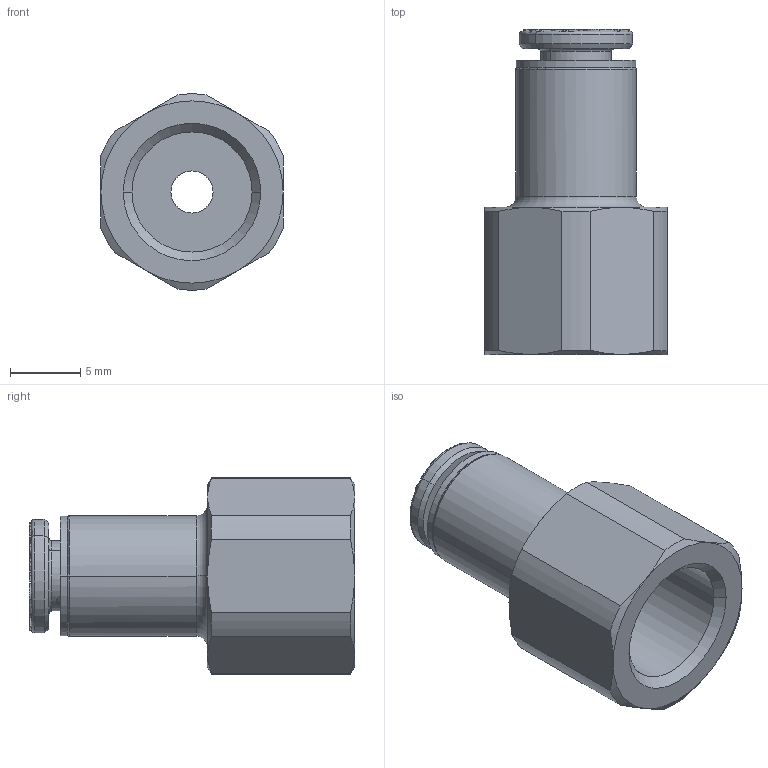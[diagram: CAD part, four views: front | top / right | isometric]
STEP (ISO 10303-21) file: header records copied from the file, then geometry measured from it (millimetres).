
FILE_DESCRIPTION(('STEP AP214'),'1');
FILE_NAME('6814_04_10.stp','2016-07-07T14:43:38',('TraceParts'),('TraceParts S.A.'),'Spatial InterOp 3D',' ',' ');
FILE_SCHEMA(('automotive_design'));
Length unit declared in the file: millimetre
Products named in the file (6): 6814 04 10|44104-62_ASM_1327#44104-62_ASM|44104-35_1323#44104-35;Solide1; 6814 04 10|44104-62_ASM_1327#44104-62_ASM|44104-37_1324#44104-37;Solide1; 6814 04 10|44104-62_ASM_1327#44104-62_ASM|44104_1325#44104;Solide1; 6814 04 10|44104-62_ASM_1327#44104-62_ASM|44124-20_1326#44124-20;Solide1; 6814 04 10|46404-11-69_1322#46404-11-69;Solide1; 6814 04 10|44104-11-10_ASS_1328#44104-11-10_ASS;Solide1
Bounding box: 13 x 23.2 x 13.98 mm (x, y, z)
Volume: 1416.2 mm3; surface area: 2183.4 mm2
Topology: 6 solids, 6 shells, 677 faces, 1736 edges, 1087 vertices
Faces by surface type: plane 212, bspline 165, cylinder 114, torus 100, cone 84, sphere 2
Entity records: 28968 total; most frequent: CARTESIAN_POINT 7633, ORIENTED_EDGE 3468, DIRECTION 3089, EDGE_CURVE 1734, AXIS2_PLACEMENT_3D 1165, VERTEX_POINT 1087, LINE 759, VECTOR 759
